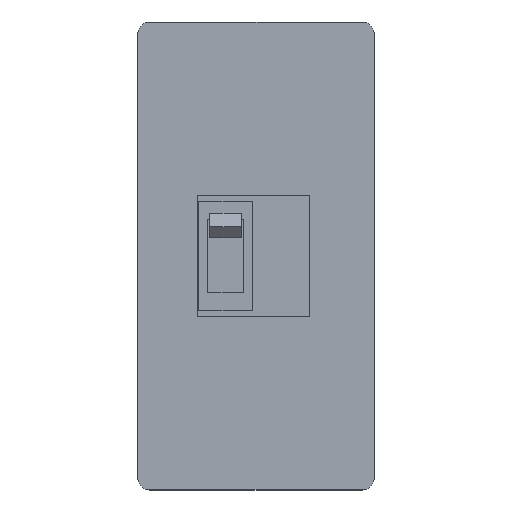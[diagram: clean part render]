
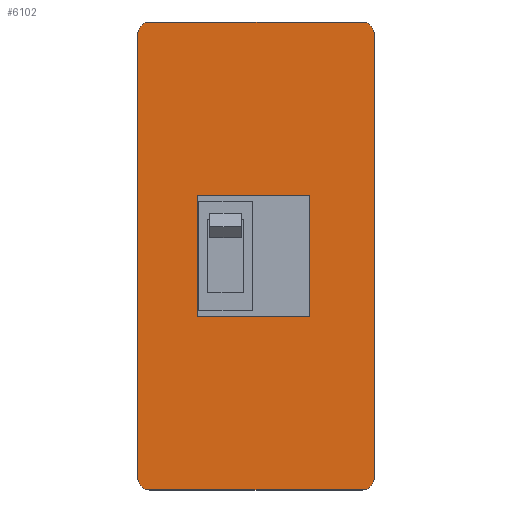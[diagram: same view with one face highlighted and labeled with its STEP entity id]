
A CAD part, top view. The second image highlights one B-rep face of the part: STEP entity #6102.
In plain terms, the highlighted planar face has unit normal (0, 0, 1).
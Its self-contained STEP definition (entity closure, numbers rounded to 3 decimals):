
#74 = CARTESIAN_POINT ( 'NONE',  ( -43.5, 96., 15. ) ) ;
#103 = EDGE_CURVE ( 'NONE', #2534, #6966, #5275, .T. ) ;
#307 = VECTOR ( 'NONE', #1417, 1000. ) ;
#338 = CARTESIAN_POINT ( 'NONE',  ( -48.5, -91., 15. ) ) ;
#637 = LINE ( 'NONE', #2107, #2290 ) ;
#745 = EDGE_CURVE ( 'NONE', #6742, #6208, #8781, .T. ) ;
#793 = LINE ( 'NONE', #7832, #6210 ) ;
#996 = EDGE_LOOP ( 'NONE', ( #7167, #1731, #4066, #4507, #3279, #9141, #7710, #4613 ) ) ;
#1283 = DIRECTION ( 'NONE',  ( 1., 0., 0. ) ) ;
#1417 = DIRECTION ( 'NONE',  ( 0., -1., 0. ) ) ;
#1483 = FACE_OUTER_BOUND ( 'NONE', #996, .T. ) ;
#1726 = CARTESIAN_POINT ( 'NONE',  ( 43.5, -91., 15. ) ) ;
#1731 = ORIENTED_EDGE ( 'NONE', *, *, #2104, .T. ) ;
#1732 = CARTESIAN_POINT ( 'NONE',  ( -43.5, 91., 15. ) ) ;
#1759 = CARTESIAN_POINT ( 'NONE',  ( 48.5, -91., 15. ) ) ;
#1975 = CARTESIAN_POINT ( 'NONE',  ( 43.5, -96., 15. ) ) ;
#2029 = CIRCLE ( 'NONE', #8070, 5. ) ;
#2104 = EDGE_CURVE ( 'NONE', #4452, #6742, #2029, .T. ) ;
#2107 = CARTESIAN_POINT ( 'NONE',  ( -48.5, -96., 15. ) ) ;
#2163 = VERTEX_POINT ( 'NONE', #4252 ) ;
#2171 = LINE ( 'NONE', #6391, #307 ) ;
#2208 = VECTOR ( 'NONE', #2935, 1000. ) ;
#2290 = VECTOR ( 'NONE', #8436, 1000. ) ;
#2372 = AXIS2_PLACEMENT_3D ( 'NONE', #1732, #6699, #2417 ) ;
#2408 = DIRECTION ( 'NONE',  ( 1., 0., 0. ) ) ;
#2417 = DIRECTION ( 'NONE',  ( 1., 0., 0. ) ) ;
#2492 = AXIS2_PLACEMENT_3D ( 'NONE', #4819, #5535, #1283 ) ;
#2534 = VERTEX_POINT ( 'NONE', #3273 ) ;
#2615 = VERTEX_POINT ( 'NONE', #338 ) ;
#2867 = CARTESIAN_POINT ( 'NONE',  ( -48.5, 91., 15. ) ) ;
#2886 = CARTESIAN_POINT ( 'NONE',  ( -48.5, 96., 15. ) ) ;
#2918 = VECTOR ( 'NONE', #9079, 1000. ) ;
#2935 = DIRECTION ( 'NONE',  ( 0., -1., 0. ) ) ;
#3135 = EDGE_CURVE ( 'NONE', #2615, #2163, #5030, .T. ) ;
#3140 = VECTOR ( 'NONE', #7931, 1000. ) ;
#3273 = CARTESIAN_POINT ( 'NONE',  ( 22., -25., 15. ) ) ;
#3279 = ORIENTED_EDGE ( 'NONE', *, *, #9094, .T. ) ;
#3428 = CARTESIAN_POINT ( 'NONE',  ( 48.5, 96., 15. ) ) ;
#3602 = VECTOR ( 'NONE', #3693, 1000. ) ;
#3693 = DIRECTION ( 'NONE',  ( -1., 0., 0. ) ) ;
#3828 = LINE ( 'NONE', #4422, #3602 ) ;
#3954 = ORIENTED_EDGE ( 'NONE', *, *, #103, .F. ) ;
#3983 = EDGE_CURVE ( 'NONE', #6612, #7332, #6766, .T. ) ;
#4066 = ORIENTED_EDGE ( 'NONE', *, *, #745, .T. ) ;
#4155 = CIRCLE ( 'NONE', #2372, 5. ) ;
#4252 = CARTESIAN_POINT ( 'NONE',  ( -43.5, -96., 15. ) ) ;
#4333 = LINE ( 'NONE', #4371, #2208 ) ;
#4371 = CARTESIAN_POINT ( 'NONE',  ( -24., 25., 15. ) ) ;
#4422 = CARTESIAN_POINT ( 'NONE',  ( 22.75, 25., 15. ) ) ;
#4452 = VERTEX_POINT ( 'NONE', #5283 ) ;
#4507 = ORIENTED_EDGE ( 'NONE', *, *, #5726, .T. ) ;
#4613 = ORIENTED_EDGE ( 'NONE', *, *, #3983, .T. ) ;
#4812 = LINE ( 'NONE', #3428, #2918 ) ;
#4819 = CARTESIAN_POINT ( 'NONE',  ( 0., 0., 15. ) ) ;
#5030 = CIRCLE ( 'NONE', #8506, 5. ) ;
#5061 = ORIENTED_EDGE ( 'NONE', *, *, #5613, .F. ) ;
#5275 = LINE ( 'NONE', #8078, #7158 ) ;
#5283 = CARTESIAN_POINT ( 'NONE',  ( 48.5, 91., 15. ) ) ;
#5441 = VERTEX_POINT ( 'NONE', #7767 ) ;
#5485 = CARTESIAN_POINT ( 'NONE',  ( 22., 25., 15. ) ) ;
#5509 = VERTEX_POINT ( 'NONE', #2867 ) ;
#5535 = DIRECTION ( 'NONE',  ( 0., 0., 1. ) ) ;
#5613 = EDGE_CURVE ( 'NONE', #6966, #6663, #3828, .T. ) ;
#5719 = AXIS2_PLACEMENT_3D ( 'NONE', #1726, #6691, #2408 ) ;
#5726 = EDGE_CURVE ( 'NONE', #6208, #5509, #4155, .T. ) ;
#5984 = EDGE_LOOP ( 'NONE', ( #3954, #8139, #8596, #5061 ) ) ;
#6102 = ADVANCED_FACE ( 'NONE', ( #7145, #1483 ), #9047, .T. ) ;
#6137 = EDGE_CURVE ( 'NONE', #7332, #4452, #4812, .T. ) ;
#6208 = VERTEX_POINT ( 'NONE', #74 ) ;
#6210 = VECTOR ( 'NONE', #8555, 1000. ) ;
#6391 = CARTESIAN_POINT ( 'NONE',  ( -48.5, 96., 15. ) ) ;
#6418 = CARTESIAN_POINT ( 'NONE',  ( 43.5, 96., 15. ) ) ;
#6612 = VERTEX_POINT ( 'NONE', #1975 ) ;
#6663 = VERTEX_POINT ( 'NONE', #9125 ) ;
#6691 = DIRECTION ( 'NONE',  ( 0., 0., 1. ) ) ;
#6699 = DIRECTION ( 'NONE',  ( 0., 0., 1. ) ) ;
#6742 = VERTEX_POINT ( 'NONE', #6418 ) ;
#6754 = EDGE_CURVE ( 'NONE', #5441, #2534, #793, .T. ) ;
#6766 = CIRCLE ( 'NONE', #5719, 5. ) ;
#6966 = VERTEX_POINT ( 'NONE', #5485 ) ;
#7145 = FACE_BOUND ( 'NONE', #5984, .T. ) ;
#7147 = DIRECTION ( 'NONE',  ( 1., 0., 0. ) ) ;
#7158 = VECTOR ( 'NONE', #7377, 1000. ) ;
#7167 = ORIENTED_EDGE ( 'NONE', *, *, #6137, .T. ) ;
#7208 = DIRECTION ( 'NONE',  ( 0., 0., 1. ) ) ;
#7269 = CARTESIAN_POINT ( 'NONE',  ( -43.5, -91., 15. ) ) ;
#7332 = VERTEX_POINT ( 'NONE', #1759 ) ;
#7377 = DIRECTION ( 'NONE',  ( 0., 1., 0. ) ) ;
#7531 = EDGE_CURVE ( 'NONE', #2163, #6612, #637, .T. ) ;
#7710 = ORIENTED_EDGE ( 'NONE', *, *, #7531, .T. ) ;
#7767 = CARTESIAN_POINT ( 'NONE',  ( -24., -25., 15. ) ) ;
#7832 = CARTESIAN_POINT ( 'NONE',  ( -24., -25., 15. ) ) ;
#7931 = DIRECTION ( 'NONE',  ( -1., 0., 0. ) ) ;
#7947 = EDGE_CURVE ( 'NONE', #6663, #5441, #4333, .T. ) ;
#8070 = AXIS2_PLACEMENT_3D ( 'NONE', #8204, #8375, #8466 ) ;
#8078 = CARTESIAN_POINT ( 'NONE',  ( 22., 25., 15. ) ) ;
#8139 = ORIENTED_EDGE ( 'NONE', *, *, #6754, .F. ) ;
#8204 = CARTESIAN_POINT ( 'NONE',  ( 43.5, 91., 15. ) ) ;
#8375 = DIRECTION ( 'NONE',  ( 0., 0., 1. ) ) ;
#8436 = DIRECTION ( 'NONE',  ( 1., 0., 0. ) ) ;
#8466 = DIRECTION ( 'NONE',  ( 1., 0., 0. ) ) ;
#8506 = AXIS2_PLACEMENT_3D ( 'NONE', #7269, #7208, #7147 ) ;
#8555 = DIRECTION ( 'NONE',  ( 1., 0., 0. ) ) ;
#8596 = ORIENTED_EDGE ( 'NONE', *, *, #7947, .F. ) ;
#8781 = LINE ( 'NONE', #2886, #3140 ) ;
#9047 = PLANE ( 'NONE',  #2492 ) ;
#9079 = DIRECTION ( 'NONE',  ( 0., 1., 0. ) ) ;
#9094 = EDGE_CURVE ( 'NONE', #5509, #2615, #2171, .T. ) ;
#9125 = CARTESIAN_POINT ( 'NONE',  ( -24., 25., 15. ) ) ;
#9141 = ORIENTED_EDGE ( 'NONE', *, *, #3135, .T. ) ;
